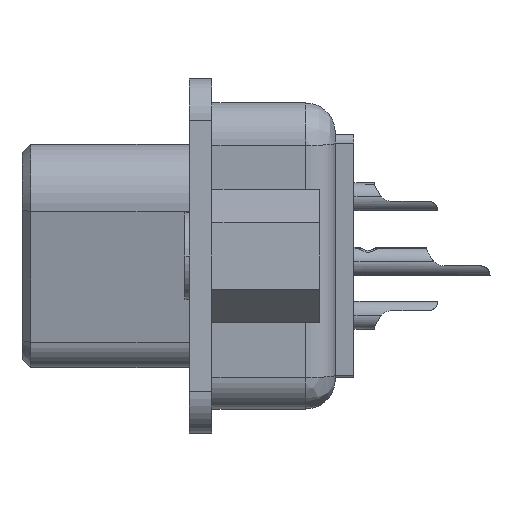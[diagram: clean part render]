
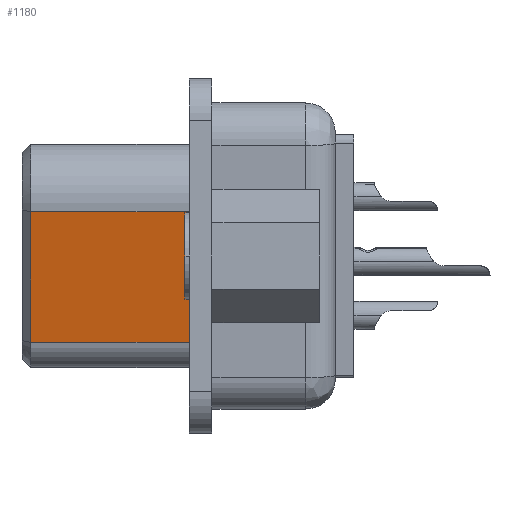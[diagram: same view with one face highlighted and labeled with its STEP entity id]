
A CAD part, left-side view. The second image highlights one B-rep face of the part: STEP entity #1180.
In plain terms, the highlighted planar face has unit normal (-0.982, 0, -0.187).
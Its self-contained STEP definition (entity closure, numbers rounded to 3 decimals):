
#1113=CARTESIAN_POINT('',(-18.618,6.4,1.566));
#1114=VERTEX_POINT('',#1113);
#1115=CARTESIAN_POINT('',(-18.618,0.8,1.566));
#1116=VERTEX_POINT('',#1115);
#1117=CARTESIAN_POINT('',(-18.618,6.4,1.566));
#1118=DIRECTION('',(0.,-1.,0.));
#1119=VECTOR('',#1118,5.6);
#1120=LINE('',#1117,#1119);
#1121=EDGE_CURVE('',#1114,#1116,#1120,.T.);
#1150=CARTESIAN_POINT('',(-18.178,3.6,-0.74));
#1151=DIRECTION('',(-0.187,0.,0.982));
#1152=DIRECTION('',(-0.982,0.,-0.187));
#1153=AXIS2_PLACEMENT_3D('',#1150,#1152,#1151);
#1154=PLANE('',#1153);
#1155=CARTESIAN_POINT('',(-17.738,6.4,-3.046));
#1156=VERTEX_POINT('',#1155);
#1157=CARTESIAN_POINT('',(-17.738,0.8,-3.046));
#1158=VERTEX_POINT('',#1157);
#1159=CARTESIAN_POINT('',(-17.738,6.4,-3.046));
#1160=DIRECTION('',(0.,-1.,0.));
#1161=VECTOR('',#1160,5.6);
#1162=LINE('',#1159,#1161);
#1163=EDGE_CURVE('',#1156,#1158,#1162,.T.);
#1164=ORIENTED_EDGE('',*,*,#1163,.T.);
#1165=CARTESIAN_POINT('',(-18.618,0.8,1.566));
#1166=DIRECTION('',(0.187,0.,-0.982));
#1167=VECTOR('',#1166,4.696);
#1168=LINE('',#1165,#1167);
#1169=EDGE_CURVE('',#1116,#1158,#1168,.T.);
#1170=ORIENTED_EDGE('',*,*,#1169,.F.);
#1171=ORIENTED_EDGE('',*,*,#1121,.F.);
#1172=CARTESIAN_POINT('',(-18.618,6.4,1.566));
#1173=DIRECTION('',(0.187,0.,-0.982));
#1174=VECTOR('',#1173,4.696);
#1175=LINE('',#1172,#1174);
#1176=EDGE_CURVE('',#1114,#1156,#1175,.T.);
#1177=ORIENTED_EDGE('',*,*,#1176,.T.);
#1178=EDGE_LOOP('',(#1164,#1170,#1171,#1177));
#1179=FACE_OUTER_BOUND('',#1178,.T.);
#1180=ADVANCED_FACE('',(#1179),#1154,.T.);
